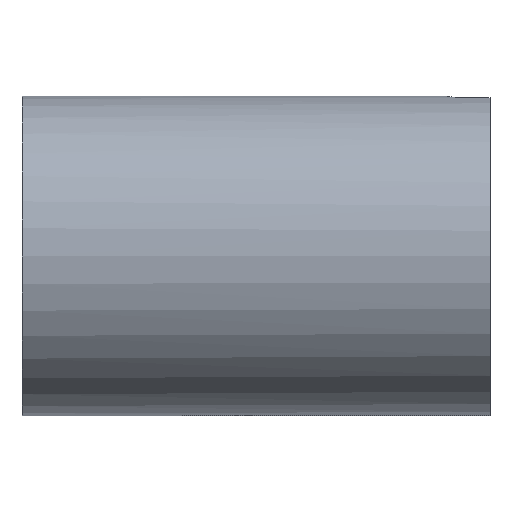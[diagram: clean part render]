
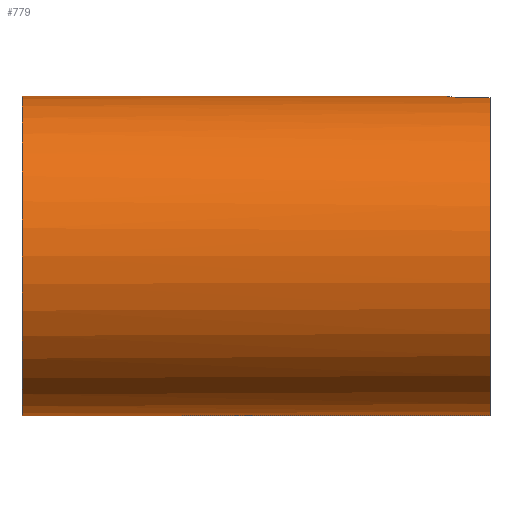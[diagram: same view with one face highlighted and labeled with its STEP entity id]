
A CAD part, left-side view. The second image highlights one B-rep face of the part: STEP entity #779.
In plain terms, the highlighted cylindrical face has radius 29 mm (diameter 58 mm), a full revolution.
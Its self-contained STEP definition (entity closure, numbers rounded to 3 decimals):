
#58=FACE_OUTER_BOUND('',#100,.T.);
#100=EDGE_LOOP('',(#608,#609,#610,#611,#612,#613,#614,#615));
#114=CIRCLE('',#839,29.);
#115=CIRCLE('',#840,29.);
#118=CIRCLE('',#844,29.);
#181=B_SPLINE_CURVE_WITH_KNOTS('',3,(#2816,#2817,#2818,#2819,#2820,#2821,
#2822,#2823,#2824,#2825,#2826,#2827,#2828,#2829,#2830,#2831,#2832,#2833),
 .UNSPECIFIED.,.F.,.F.,(4,2,2,2,2,2,2,2,4),(-1.207,-1.056,
-0.905,-0.754,-0.604,-0.453,
-0.302,-0.151,0.),.UNSPECIFIED.);
#222=LINE('',#2786,#262);
#226=LINE('',#2795,#266);
#228=LINE('',#2844,#268);
#262=VECTOR('',#955,10.);
#266=VECTOR('',#961,10.);
#268=VECTOR('',#979,29.);
#340=VERTEX_POINT('',#2783);
#341=VERTEX_POINT('',#2785);
#344=VERTEX_POINT('',#2792);
#345=VERTEX_POINT('',#2794);
#346=VERTEX_POINT('',#2835);
#348=VERTEX_POINT('',#2842);
#446=EDGE_CURVE('',#341,#340,#222,.T.);
#450=EDGE_CURVE('',#345,#344,#226,.T.);
#453=EDGE_CURVE('',#340,#345,#181,.T.);
#454=EDGE_CURVE('',#346,#341,#114,.T.);
#455=EDGE_CURVE('',#344,#346,#115,.T.);
#458=EDGE_CURVE('',#348,#348,#118,.T.);
#459=EDGE_CURVE('',#348,#346,#228,.T.);
#608=ORIENTED_EDGE('',*,*,#458,.F.);
#609=ORIENTED_EDGE('',*,*,#459,.T.);
#610=ORIENTED_EDGE('',*,*,#454,.T.);
#611=ORIENTED_EDGE('',*,*,#446,.T.);
#612=ORIENTED_EDGE('',*,*,#453,.T.);
#613=ORIENTED_EDGE('',*,*,#450,.T.);
#614=ORIENTED_EDGE('',*,*,#455,.T.);
#615=ORIENTED_EDGE('',*,*,#459,.F.);
#741=CYLINDRICAL_SURFACE('',#843,29.);
#779=ADVANCED_FACE('',(#58),#741,.T.);
#839=AXIS2_PLACEMENT_3D('',#2836,#967,#968);
#840=AXIS2_PLACEMENT_3D('',#2837,#969,#970);
#843=AXIS2_PLACEMENT_3D('',#2841,#975,#976);
#844=AXIS2_PLACEMENT_3D('',#2843,#977,#978);
#955=DIRECTION('',(0.,1.,0.));
#961=DIRECTION('',(0.,-1.,0.));
#967=DIRECTION('center_axis',(0.,1.,0.));
#968=DIRECTION('ref_axis',(1.,0.,0.));
#969=DIRECTION('center_axis',(0.,1.,0.));
#970=DIRECTION('ref_axis',(1.,0.,0.));
#975=DIRECTION('center_axis',(0.,1.,0.));
#976=DIRECTION('ref_axis',(1.,0.,0.));
#977=DIRECTION('center_axis',(0.,1.,0.));
#978=DIRECTION('ref_axis',(1.,0.,0.));
#979=DIRECTION('',(0.,-1.,0.));
#2783=CARTESIAN_POINT('',(-4.,4.,28.723));
#2785=CARTESIAN_POINT('',(-4.,0.,28.723));
#2786=CARTESIAN_POINT('',(-4.,0.,28.723));
#2792=CARTESIAN_POINT('',(4.,0.,28.723));
#2794=CARTESIAN_POINT('',(4.,4.,28.723));
#2795=CARTESIAN_POINT('',(4.,0.,28.723));
#2816=CARTESIAN_POINT('Ctrl Pts',(-4.,4.,28.723));
#2817=CARTESIAN_POINT('Ctrl Pts',(-4.,4.503,28.723));
#2818=CARTESIAN_POINT('Ctrl Pts',(-3.899,5.039,28.737));
#2819=CARTESIAN_POINT('Ctrl Pts',(-3.491,6.024,28.79));
#2820=CARTESIAN_POINT('Ctrl Pts',(-3.183,6.474,28.827));
#2821=CARTESIAN_POINT('Ctrl Pts',(-2.474,7.183,28.897));
#2822=CARTESIAN_POINT('Ctrl Pts',(-2.024,7.491,28.933));
#2823=CARTESIAN_POINT('Ctrl Pts',(-1.039,7.899,28.986));
#2824=CARTESIAN_POINT('Ctrl Pts',(-0.503,8.,29.));
#2825=CARTESIAN_POINT('Ctrl Pts',(0.503,8.,29.));
#2826=CARTESIAN_POINT('Ctrl Pts',(1.039,7.899,28.986));
#2827=CARTESIAN_POINT('Ctrl Pts',(2.024,7.491,28.933));
#2828=CARTESIAN_POINT('Ctrl Pts',(2.474,7.183,28.897));
#2829=CARTESIAN_POINT('Ctrl Pts',(3.183,6.474,28.827));
#2830=CARTESIAN_POINT('Ctrl Pts',(3.491,6.024,28.79));
#2831=CARTESIAN_POINT('Ctrl Pts',(3.899,5.039,28.737));
#2832=CARTESIAN_POINT('Ctrl Pts',(4.,4.503,28.723));
#2833=CARTESIAN_POINT('Ctrl Pts',(4.,4.,28.723));
#2835=CARTESIAN_POINT('',(-29.,0.,0.));
#2836=CARTESIAN_POINT('Origin',(0.,0.,0.));
#2837=CARTESIAN_POINT('Origin',(0.,0.,0.));
#2841=CARTESIAN_POINT('Origin',(0.,0.,0.));
#2842=CARTESIAN_POINT('',(-29.,85.,0.));
#2843=CARTESIAN_POINT('Origin',(0.,85.,0.));
#2844=CARTESIAN_POINT('',(-29.,0.,0.));
